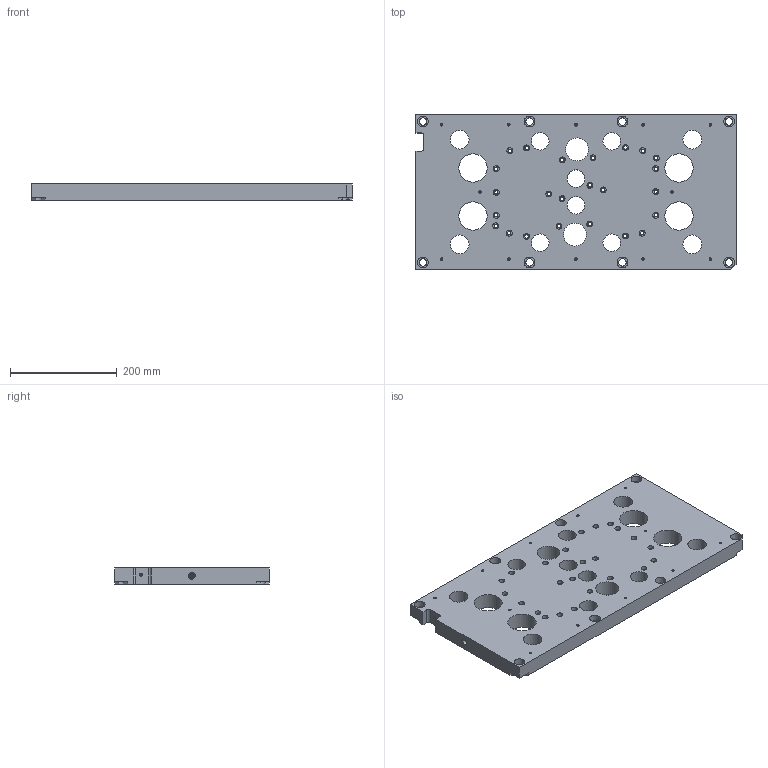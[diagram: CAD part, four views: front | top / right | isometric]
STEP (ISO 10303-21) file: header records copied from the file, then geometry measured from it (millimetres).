
FILE_DESCRIPTION(/* description */ (''),/* implementation_level */ '2;1');
FILE_NAME(/* name */ 'ssss.stp',/* time_stamp */ '2018-07-30T00:09:44+08:00',/* author */ (''),/* organization */ (''),/* preprocessor_version */ 'ST-DEVELOPER v15',/* originating_system */ 'SIEMENS PLM Software NX 8.5',/* authorisation */ '');
FILE_SCHEMA (('AP203_CONFIGURATION_CONTROLLED_3D_DESIGN_OF_MECHANICAL_PARTS_AND_ASSEMBLIES_MIM_LF { 1 0 10303 403 2 1 2}'));
Length unit declared in the file: millimetre
Products named in the file (1): Admi0D0C4A66lsav
Bounding box: 600 x 290 x 30 mm (x, y, z)
Volume: 4477829.7 mm3; surface area: 452425.9 mm2
Topology: 1 solids, 1 shells, 614 faces, 1731 edges, 1153 vertices
Faces by surface type: plane 346, cylinder 127, cone 98, extrusion 43
Full cylindrical faces by diameter (mm): 4.2 x13, 6.5 x24, 10.25 x2, 11 x24, 14 x8, 20 x8, 33 x6, 35 x4, 41 x4, 43 x2, 53 x4
Entity records: 22566 total; most frequent: CARTESIAN_POINT 9121, ORIENTED_EDGE 2838, DIRECTION 2242, EDGE_CURVE 1419, VERTEX_POINT 1025, EDGE_LOOP 879, AXIS2_PLACEMENT_3D 829, B_SPLINE_CURVE_WITH_KNOTS 633
